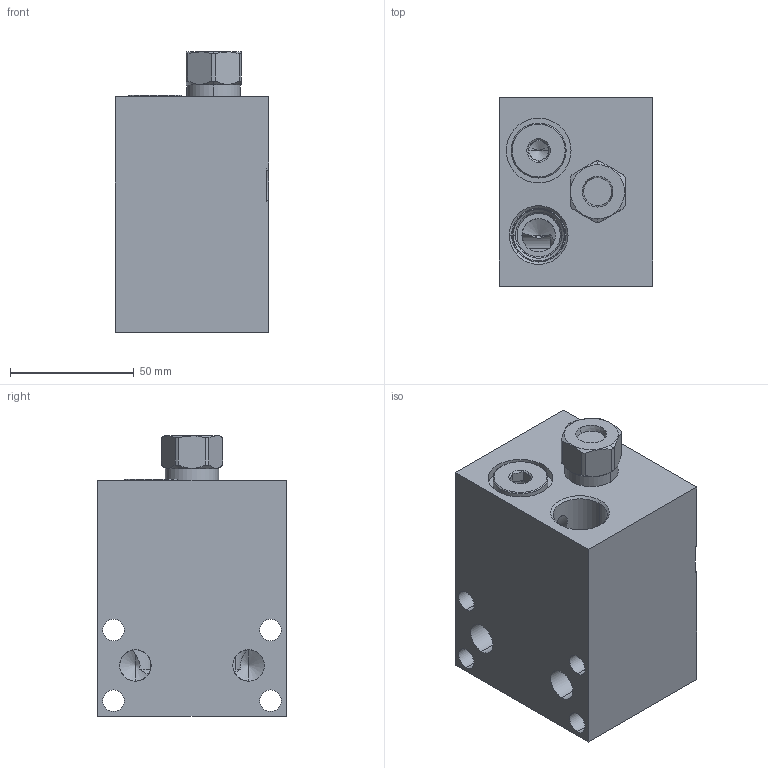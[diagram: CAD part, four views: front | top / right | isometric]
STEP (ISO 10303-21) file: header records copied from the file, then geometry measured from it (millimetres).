
FILE_DESCRIPTION((''),'2;1');
FILE_NAME('ZDY_ASM','2021-02-01T',('ProEService'),(''),'PRO/ENGINEER BY PARAMETRIC TECHNOLOGY CORPORATION, 2014200','PRO/ENGINEER BY PARAMETRIC TECHNOLOGY CORPORATION, 2014200','');
FILE_SCHEMA(('CONFIG_CONTROL_DESIGN'));
Length unit declared in the file: inch
Products named in the file (4): 151-847-002; CSAAEXN; A330-006-008; ZDY_ASM
Assembly tree (3 placements, depth 2):
  ZDY_ASM
    151-847-002
    CSAAEXN
    A330-006-008
Bounding box: 61.93 x 76.2 x 113.51 mm (x, y, z)
Volume: 372408.5 mm3; surface area: 67341.5 mm2
Topology: 4 solids, 7 shells, 334 faces, 1055 edges, 837 vertices
Faces by surface type: cylinder 138, cone 99, plane 59, torus 30, revolution 6, sphere 2
Entity records: 13284 total; most frequent: CARTESIAN_POINT 3966, DIRECTION 2039, ORIENTED_EDGE 1604, EDGE_CURVE 802, AXIS2_PLACEMENT_3D 755, VECTOR 523, LINE 523, VERTEX_POINT 495
